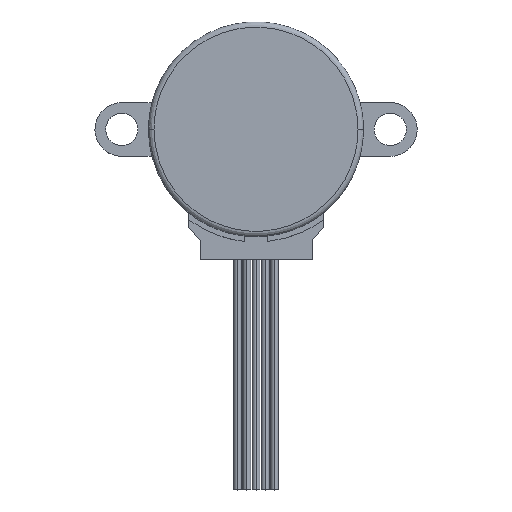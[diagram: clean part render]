
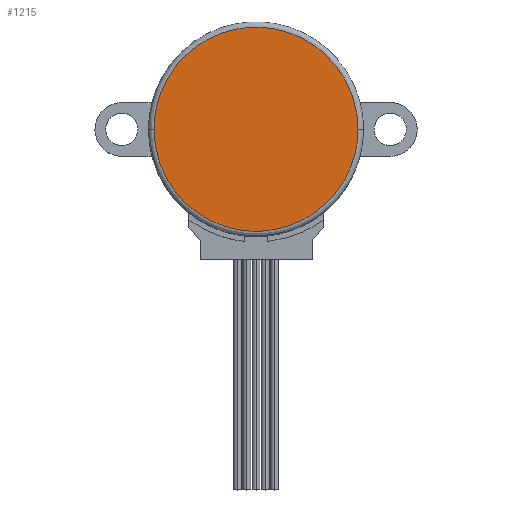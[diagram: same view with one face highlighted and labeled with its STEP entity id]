
A CAD part, top view. The second image highlights one B-rep face of the part: STEP entity #1215.
In plain terms, the highlighted free-form (B-spline) face has degree [1, 1] with [2, 2] control points.
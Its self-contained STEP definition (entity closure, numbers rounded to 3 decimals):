
#458 = VERTEX_POINT('',#459);
#459 = CARTESIAN_POINT('',(-19.027,0.,
    27.181));
#465 = EDGE_CURVE('',#466,#458,#468,.T.);
#466 = VERTEX_POINT('',#467);
#467 = CARTESIAN_POINT('',(19.027,0.,27.181));
#468 = ( BOUNDED_CURVE() B_SPLINE_CURVE(2,(#469,#470,#471,#472,#473),
.UNSPECIFIED.,.F.,.F.) B_SPLINE_CURVE_WITH_KNOTS((3,2,3),(0.,
1.571,3.142),.PIECEWISE_BEZIER_KNOTS.) CURVE() 
GEOMETRIC_REPRESENTATION_ITEM() RATIONAL_B_SPLINE_CURVE((1.,
0.707,1.,0.707,1.)) REPRESENTATION_ITEM('') );
#469 = CARTESIAN_POINT('',(19.027,0.,27.181));
#470 = CARTESIAN_POINT('',(19.027,19.027,
    27.181));
#471 = CARTESIAN_POINT('',(0.,19.027,
    27.181));
#472 = CARTESIAN_POINT('',(-19.027,19.027,
    27.181));
#473 = CARTESIAN_POINT('',(-19.027,0.,
    27.181));
#1215 = ADVANCED_FACE('',(#1216),#1227,.T.);
#1216 = FACE_BOUND('',#1217,.T.);
#1217 = EDGE_LOOP('',(#1218,#1219));
#1218 = ORIENTED_EDGE('',*,*,#465,.T.);
#1219 = ORIENTED_EDGE('',*,*,#1220,.T.);
#1220 = EDGE_CURVE('',#458,#466,#1221,.T.);
#1221 = ( BOUNDED_CURVE() B_SPLINE_CURVE(2,(#1222,#1223,#1224,#1225,
#1226),.UNSPECIFIED.,.F.,.F.) B_SPLINE_CURVE_WITH_KNOTS((3,2,3),(
    3.142,4.712,6.283),
.PIECEWISE_BEZIER_KNOTS.) CURVE() GEOMETRIC_REPRESENTATION_ITEM() 
RATIONAL_B_SPLINE_CURVE((1.,0.707,1.,0.707,1.)) 
REPRESENTATION_ITEM('') );
#1222 = CARTESIAN_POINT('',(-19.027,0.,
    27.181));
#1223 = CARTESIAN_POINT('',(-19.027,-19.027,
    27.181));
#1224 = CARTESIAN_POINT('',(0.,-19.027,
    27.181));
#1225 = CARTESIAN_POINT('',(19.027,-19.027,
    27.181));
#1226 = CARTESIAN_POINT('',(19.027,0.,
    27.181));
#1227 = B_SPLINE_SURFACE_WITH_KNOTS('',1,1,(
    (#1228,#1229)
    ,(#1230,#1231
    )),.UNSPECIFIED.,.F.,.F.,.F.,(2,2),(2,2),(-13.3,13.3),(-13.3,13.3),
  .PIECEWISE_BEZIER_KNOTS.);
#1228 = CARTESIAN_POINT('',(-19.027,-19.027,
    27.181));
#1229 = CARTESIAN_POINT('',(-19.027,19.027,
    27.181));
#1230 = CARTESIAN_POINT('',(19.027,-19.027,
    27.181));
#1231 = CARTESIAN_POINT('',(19.027,19.027,
    27.181));
